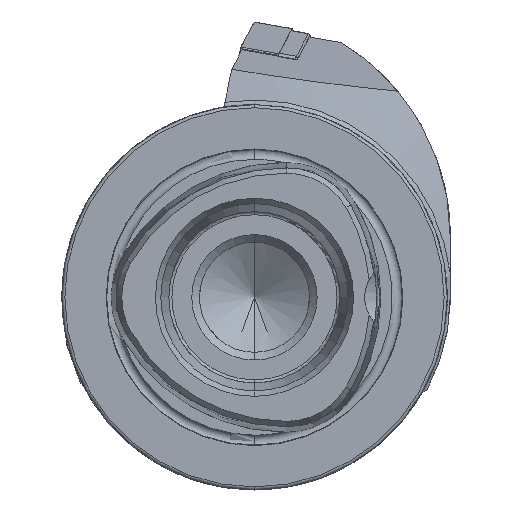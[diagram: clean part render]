
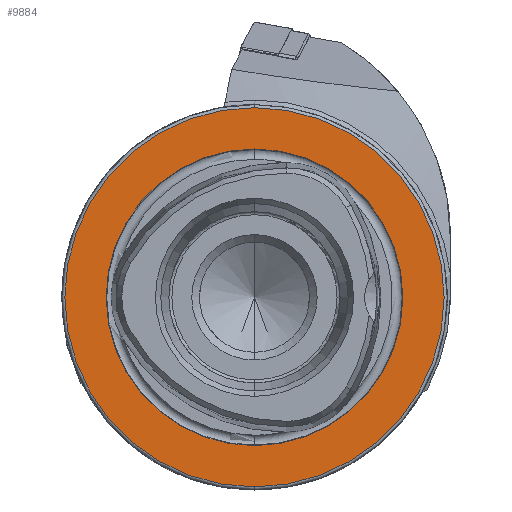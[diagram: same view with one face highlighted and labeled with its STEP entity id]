
A CAD part, left-side view. The second image highlights one B-rep face of the part: STEP entity #9884.
In plain terms, the highlighted planar face has unit normal (-1, 0, 0).
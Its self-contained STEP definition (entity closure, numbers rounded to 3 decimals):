
#19 = ORIENTED_EDGE ( 'NONE', *, *, #9325, .F. ) ;
#347 = AXIS2_PLACEMENT_3D ( 'NONE', #918, #9925, #10074 ) ;
#379 = AXIS2_PLACEMENT_3D ( 'NONE', #5267, #2961, #13067 ) ;
#918 = CARTESIAN_POINT ( 'NONE',  ( 0., 0., 0. ) ) ;
#951 = CARTESIAN_POINT ( 'NONE',  ( 0., 0., -31. ) ) ;
#2021 = ORIENTED_EDGE ( 'NONE', *, *, #11056, .T. ) ;
#2246 = DIRECTION ( 'NONE',  ( 0., 0., 1. ) ) ;
#2765 = EDGE_LOOP ( 'NONE', ( #19, #4139 ) ) ;
#2961 = DIRECTION ( 'NONE',  ( -1., 0., 0. ) ) ;
#3062 = CARTESIAN_POINT ( 'NONE',  ( 0., 0., 0. ) ) ;
#3087 = DIRECTION ( 'NONE',  ( 0., 0., 1. ) ) ;
#3427 = CARTESIAN_POINT ( 'NONE',  ( 0., 0., 31. ) ) ;
#3687 = CIRCLE ( 'NONE', #8010, 24.25 ) ;
#3702 = FACE_BOUND ( 'NONE', #2765, .T. ) ;
#4139 = ORIENTED_EDGE ( 'NONE', *, *, #10531, .F. ) ;
#4416 = VERTEX_POINT ( 'NONE', #4753 ) ;
#4518 = CARTESIAN_POINT ( 'NONE',  ( 0., 0., -24.25 ) ) ;
#4753 = CARTESIAN_POINT ( 'NONE',  ( 0., 0., 24.25 ) ) ;
#5107 = CIRCLE ( 'NONE', #347, 31. ) ;
#5267 = CARTESIAN_POINT ( 'NONE',  ( 0., 0., 0. ) ) ;
#5461 = AXIS2_PLACEMENT_3D ( 'NONE', #7938, #14701, #10104 ) ;
#6718 = PLANE ( 'NONE',  #5461 ) ;
#6724 = FACE_OUTER_BOUND ( 'NONE', #13227, .T. ) ;
#7570 = CARTESIAN_POINT ( 'NONE',  ( 0., 0., 0. ) ) ;
#7614 = DIRECTION ( 'NONE',  ( -1., 0., 0. ) ) ;
#7938 = CARTESIAN_POINT ( 'NONE',  ( 0., 24.25, 0. ) ) ;
#8010 = AXIS2_PLACEMENT_3D ( 'NONE', #3062, #10137, #2246 ) ;
#8329 = VERTEX_POINT ( 'NONE', #3427 ) ;
#8378 = AXIS2_PLACEMENT_3D ( 'NONE', #7570, #7614, #3087 ) ;
#8486 = EDGE_CURVE ( 'NONE', #8329, #12871, #13018, .T. ) ;
#8952 = VERTEX_POINT ( 'NONE', #4518 ) ;
#9325 = EDGE_CURVE ( 'NONE', #4416, #8952, #11285, .T. ) ;
#9884 = ADVANCED_FACE ( 'NONE', ( #3702, #6724 ), #6718, .F. ) ;
#9925 = DIRECTION ( 'NONE',  ( -1., 0., 0. ) ) ;
#10074 = DIRECTION ( 'NONE',  ( 0., 0., 1. ) ) ;
#10104 = DIRECTION ( 'NONE',  ( 0., 0., -1. ) ) ;
#10137 = DIRECTION ( 'NONE',  ( -1., 0., 0. ) ) ;
#10531 = EDGE_CURVE ( 'NONE', #8952, #4416, #3687, .T. ) ;
#11056 = EDGE_CURVE ( 'NONE', #12871, #8329, #5107, .T. ) ;
#11100 = ORIENTED_EDGE ( 'NONE', *, *, #8486, .T. ) ;
#11285 = CIRCLE ( 'NONE', #8378, 24.25 ) ;
#12871 = VERTEX_POINT ( 'NONE', #951 ) ;
#13018 = CIRCLE ( 'NONE', #379, 31. ) ;
#13067 = DIRECTION ( 'NONE',  ( 0., 0., 1. ) ) ;
#13227 = EDGE_LOOP ( 'NONE', ( #11100, #2021 ) ) ;
#14701 = DIRECTION ( 'NONE',  ( 1., 0., 0. ) ) ;
